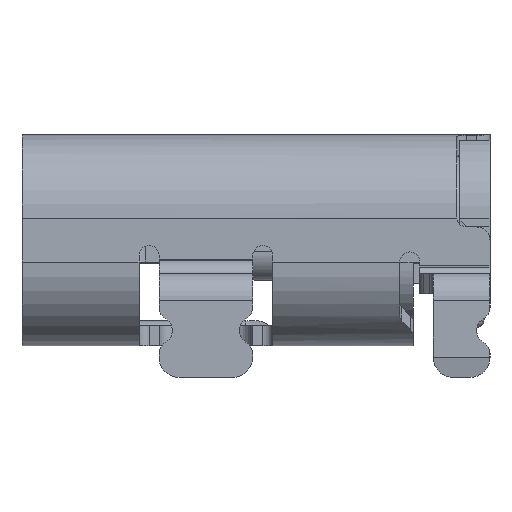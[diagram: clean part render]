
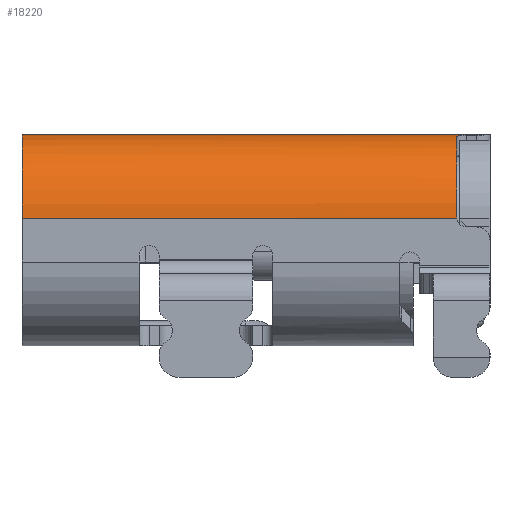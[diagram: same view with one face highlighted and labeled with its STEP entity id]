
A CAD part, left-side view. The second image highlights one B-rep face of the part: STEP entity #18220.
In plain terms, the highlighted cylindrical face has radius 1.255 mm (diameter 2.51 mm), a partial arc.
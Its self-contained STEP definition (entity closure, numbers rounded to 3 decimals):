
#1976=CARTESIAN_POINT('',(-4.47,-10.28,0.965));
#1977=CARTESIAN_POINT('',(-4.47,-10.28,0.962));
#1978=CARTESIAN_POINT('',(-4.47,-10.28,
0.957));
#1979=CARTESIAN_POINT('',(-4.47,-10.281,
0.948));
#1980=CARTESIAN_POINT('',(-4.47,-10.282,0.943));
#1981=CARTESIAN_POINT('',(-4.47,-10.282,0.94));
#1983=DIRECTION('',(0.,1.,0.));
#1984=VECTOR('',#1983,6.502);
#1985=CARTESIAN_POINT('',(-4.47,-10.282,0.94));
#1986=LINE('',#1985,#1984);
#1987=DIRECTION('',(0.,-1.,0.));
#1988=VECTOR('',#1987,6.995);
#1989=CARTESIAN_POINT('',(-3.215,-3.78,2.195));
#1990=LINE('',#1989,#1988);
#1991=CARTESIAN_POINT('',(-3.215,-10.775,2.195));
#1992=CARTESIAN_POINT('',(-3.233,-10.771,
2.195));
#1993=CARTESIAN_POINT('',(-3.266,-10.758,
2.194));
#1994=CARTESIAN_POINT('',(-3.31,-10.726,
2.192));
#1995=CARTESIAN_POINT('',(-3.344,-10.684,
2.188));
#1996=CARTESIAN_POINT('',(-3.365,-10.633,
2.186));
#1997=CARTESIAN_POINT('',(-3.37,-10.598,2.185));
#1998=CARTESIAN_POINT('',(-3.37,-10.58,2.185));
#2000=DIRECTION('',(0.,1.,0.));
#2001=VECTOR('',#2000,0.15);
#2002=CARTESIAN_POINT('',(-3.37,-10.58,2.185));
#2003=LINE('',#2002,#2001);
#2004=CARTESIAN_POINT('',(-3.37,-10.43,2.185));
#2005=CARTESIAN_POINT('',(-3.37,-10.414,
2.185));
#2006=CARTESIAN_POINT('',(-3.375,-10.383,
2.185));
#2007=CARTESIAN_POINT('',(-3.397,-10.34,
2.182));
#2008=CARTESIAN_POINT('',(-3.43,-10.307,
2.177));
#2009=CARTESIAN_POINT('',(-3.472,-10.285,
2.169));
#2010=CARTESIAN_POINT('',(-3.502,-10.28,2.162));
#2011=CARTESIAN_POINT('',(-3.518,-10.28,2.158));
#2013=CARTESIAN_POINT('',(-3.215,-10.28,0.94));
#2014=DIRECTION('',(0.,1.,0.));
#2015=DIRECTION('',(-1.,0.,0.02));
#2016=AXIS2_PLACEMENT_3D('',#2013,#2014,#2015);
#2578=CARTESIAN_POINT('',(-3.215,-3.78,0.94));
#2579=DIRECTION('',(0.,-1.,0.));
#2580=DIRECTION('',(0.,0.,1.));
#2581=AXIS2_PLACEMENT_3D('',#2578,#2579,#2580);
#14208=CARTESIAN_POINT('',(-4.47,-10.282,0.94));
#14209=VERTEX_POINT('',#14208);
#14210=VERTEX_POINT('',#1976);
#14221=CARTESIAN_POINT('',(-4.47,-3.78,0.94));
#14222=VERTEX_POINT('',#14221);
#14253=CARTESIAN_POINT('',(-3.518,-10.28,2.158));
#14254=VERTEX_POINT('',#14253);
#14255=CARTESIAN_POINT('',(-3.215,-3.78,2.195));
#14256=VERTEX_POINT('',#14255);
#14257=CARTESIAN_POINT('',(-3.215,-10.775,2.195));
#14258=VERTEX_POINT('',#14257);
#14259=VERTEX_POINT('',#1998);
#14260=CARTESIAN_POINT('',(-3.37,-10.43,2.185));
#14261=VERTEX_POINT('',#14260);
#18199=CARTESIAN_POINT('',(-3.215,-10.915,0.94));
#18200=DIRECTION('',(0.,1.,0.));
#18201=DIRECTION('',(-1.,0.,0.));
#18202=AXIS2_PLACEMENT_3D('',#18199,#18200,#18201);
#18203=CYLINDRICAL_SURFACE('',#18202,1.255);
#18205=ORIENTED_EDGE('',*,*,#18204,.F.);
#18206=ORIENTED_EDGE('',*,*,#18029,.T.);
#18207=ORIENTED_EDGE('',*,*,#18159,.T.);
#18209=ORIENTED_EDGE('',*,*,#18208,.F.);
#18211=ORIENTED_EDGE('',*,*,#18210,.T.);
#18213=ORIENTED_EDGE('',*,*,#18212,.T.);
#18215=ORIENTED_EDGE('',*,*,#18214,.T.);
#18217=ORIENTED_EDGE('',*,*,#18216,.T.);
#18218=EDGE_LOOP('',(#18205,#18206,#18207,#18209,#18211,#18213,#18215,#18217));
#18219=FACE_OUTER_BOUND('',#18218,.F.);
#1982=B_SPLINE_CURVE_WITH_KNOTS('',3,(#1976,#1977,#1978,#1979,#1980,#1981),
.UNSPECIFIED.,.F.,.F.,(4,1,1,4),(0.,0.333,0.667,1.),
.UNSPECIFIED.);
#1999=B_SPLINE_CURVE_WITH_KNOTS('',3,(#1991,#1992,#1993,#1994,#1995,#1996,#1997,
#1998),.UNSPECIFIED.,.F.,.F.,(4,1,1,1,1,4),(0.,0.2,0.4,0.6,0.8,1.),
.UNSPECIFIED.);
#2012=B_SPLINE_CURVE_WITH_KNOTS('',3,(#2004,#2005,#2006,#2007,#2008,#2009,#2010,
#2011),.UNSPECIFIED.,.F.,.F.,(4,1,1,1,1,4),(0.,0.2,0.4,0.6,0.8,1.),
.UNSPECIFIED.);
#2017=CIRCLE('',#2016,1.255);
#2582=CIRCLE('',#2581,1.255);
#18029=EDGE_CURVE('',#14210,#14209,#1982,.T.);
#18159=EDGE_CURVE('',#14209,#14222,#1986,.T.);
#18204=EDGE_CURVE('',#14210,#14254,#2017,.T.);
#18208=EDGE_CURVE('',#14256,#14222,#2582,.T.);
#18210=EDGE_CURVE('',#14256,#14258,#1990,.T.);
#18212=EDGE_CURVE('',#14258,#14259,#1999,.T.);
#18214=EDGE_CURVE('',#14259,#14261,#2003,.T.);
#18216=EDGE_CURVE('',#14261,#14254,#2012,.T.);
#18220=ADVANCED_FACE('',(#18219),#18203,.T.);
